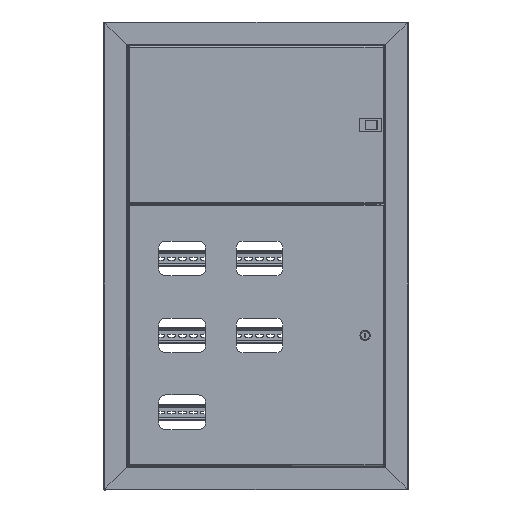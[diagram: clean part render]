
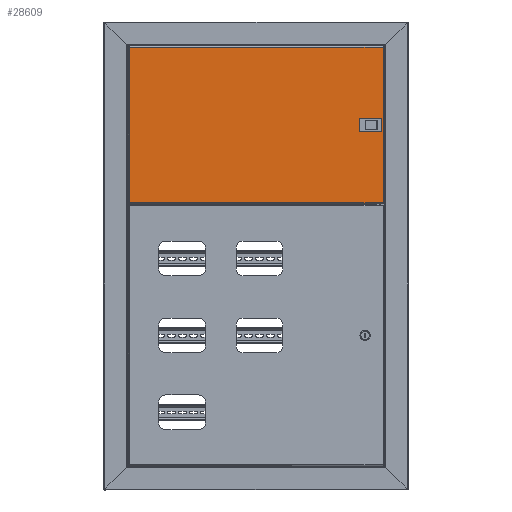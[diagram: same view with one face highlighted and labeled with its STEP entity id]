
A CAD part, top view. The second image highlights one B-rep face of the part: STEP entity #28609.
In plain terms, the highlighted planar face has unit normal (0, 0, 1).
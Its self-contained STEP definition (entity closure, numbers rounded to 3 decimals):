
#152 = VECTOR ( 'NONE', #15593, 1000. ) ;
#282 = VERTEX_POINT ( 'NONE', #17553 ) ;
#675 = VERTEX_POINT ( 'NONE', #20284 ) ;
#1112 = EDGE_CURVE ( 'NONE', #282, #32016, #5886, .T. ) ;
#1151 = CARTESIAN_POINT ( 'NONE',  ( 1.7, 1.7, 0. ) ) ;
#1225 = LINE ( 'NONE', #14525, #3321 ) ;
#1678 = LINE ( 'NONE', #22824, #35028 ) ;
#1873 = DIRECTION ( 'NONE',  ( 1., 0., 0. ) ) ;
#2130 = EDGE_CURVE ( 'NONE', #26902, #3235, #1225, .T. ) ;
#2273 = EDGE_CURVE ( 'NONE', #11985, #11092, #8545, .T. ) ;
#2426 = ORIENTED_EDGE ( 'NONE', *, *, #16764, .F. ) ;
#2430 = ORIENTED_EDGE ( 'NONE', *, *, #1112, .F. ) ;
#2694 = CARTESIAN_POINT ( 'NONE',  ( 155.2, 48.5, 0. ) ) ;
#3235 = VERTEX_POINT ( 'NONE', #15752 ) ;
#3271 = LINE ( 'NONE', #33921, #8153 ) ;
#3321 = VECTOR ( 'NONE', #5142, 1000. ) ;
#5142 = DIRECTION ( 'NONE',  ( 1., 0., 0. ) ) ;
#5242 = DIRECTION ( 'NONE',  ( -1., 0., 0. ) ) ;
#5292 = CARTESIAN_POINT ( 'NONE',  ( 334.7, 544., 0. ) ) ;
#5442 = CARTESIAN_POINT ( 'NONE',  ( 0., 545.7, 0. ) ) ;
#5886 = LINE ( 'NONE', #2694, #15129 ) ;
#6324 = VECTOR ( 'NONE', #1873, 1000. ) ;
#7143 = ORIENTED_EDGE ( 'NONE', *, *, #14846, .F. ) ;
#7145 = CARTESIAN_POINT ( 'NONE',  ( 155.2, 48.5, 0. ) ) ;
#8042 = PLANE ( 'NONE',  #11743 ) ;
#8153 = VECTOR ( 'NONE', #18819, 1000. ) ;
#8545 = LINE ( 'NONE', #15502, #30062 ) ;
#9828 = ORIENTED_EDGE ( 'NONE', *, *, #2130, .T. ) ;
#11092 = VERTEX_POINT ( 'NONE', #21431 ) ;
#11424 = FACE_OUTER_BOUND ( 'NONE', #21501, .T. ) ;
#11558 = ORIENTED_EDGE ( 'NONE', *, *, #2273, .T. ) ;
#11743 = AXIS2_PLACEMENT_3D ( 'NONE', #5442, #18166, #5242 ) ;
#11985 = VERTEX_POINT ( 'NONE', #5292 ) ;
#12814 = ORIENTED_EDGE ( 'NONE', *, *, #25197, .F. ) ;
#13325 = CARTESIAN_POINT ( 'NONE',  ( 181.2, 10., 0. ) ) ;
#13646 = DIRECTION ( 'NONE',  ( 0., 1., 0. ) ) ;
#14462 = DIRECTION ( 'NONE',  ( 0., -1., 0. ) ) ;
#14525 = CARTESIAN_POINT ( 'NONE',  ( 1.7, 1.7, 0. ) ) ;
#14846 = EDGE_CURVE ( 'NONE', #31176, #675, #3271, .T. ) ;
#15129 = VECTOR ( 'NONE', #14462, 1000. ) ;
#15502 = CARTESIAN_POINT ( 'NONE',  ( 334.993, 544., 0. ) ) ;
#15593 = DIRECTION ( 'NONE',  ( 0., -1., 0. ) ) ;
#15752 = CARTESIAN_POINT ( 'NONE',  ( 334.7, 1.7, 0. ) ) ;
#16764 = EDGE_CURVE ( 'NONE', #32016, #31176, #19824, .T. ) ;
#17553 = CARTESIAN_POINT ( 'NONE',  ( 155.2, 48.5, 0. ) ) ;
#18166 = DIRECTION ( 'NONE',  ( 0., 0., -1. ) ) ;
#18819 = DIRECTION ( 'NONE',  ( 0., 1., 0. ) ) ;
#19117 = LINE ( 'NONE', #7145, #19795 ) ;
#19315 = DIRECTION ( 'NONE',  ( -1., 0., 0. ) ) ;
#19795 = VECTOR ( 'NONE', #19315, 1000. ) ;
#19824 = LINE ( 'NONE', #26577, #6324 ) ;
#20284 = CARTESIAN_POINT ( 'NONE',  ( 181.2, 48.5, 0. ) ) ;
#20599 = FACE_BOUND ( 'NONE', #31070, .T. ) ;
#21431 = CARTESIAN_POINT ( 'NONE',  ( 1.7, 544., 0. ) ) ;
#21501 = EDGE_LOOP ( 'NONE', ( #9828, #34179, #11558, #36661 ) ) ;
#22824 = CARTESIAN_POINT ( 'NONE',  ( 334.7, 0., 0. ) ) ;
#25197 = EDGE_CURVE ( 'NONE', #675, #282, #19117, .T. ) ;
#26425 = EDGE_CURVE ( 'NONE', #11092, #26902, #27739, .T. ) ;
#26577 = CARTESIAN_POINT ( 'NONE',  ( 155.2, 10., 0. ) ) ;
#26902 = VERTEX_POINT ( 'NONE', #1151 ) ;
#27360 = CARTESIAN_POINT ( 'NONE',  ( 1.7, 544.293, 0. ) ) ;
#27739 = LINE ( 'NONE', #27360, #152 ) ;
#28609 = ADVANCED_FACE ( 'NONE', ( #20599, #11424 ), #8042, .F. ) ;
#30062 = VECTOR ( 'NONE', #30441, 1000. ) ;
#30441 = DIRECTION ( 'NONE',  ( -1., 0., 0. ) ) ;
#31070 = EDGE_LOOP ( 'NONE', ( #2426, #2430, #12814, #7143 ) ) ;
#31176 = VERTEX_POINT ( 'NONE', #13325 ) ;
#32016 = VERTEX_POINT ( 'NONE', #37522 ) ;
#33921 = CARTESIAN_POINT ( 'NONE',  ( 181.2, 48.5, 0. ) ) ;
#34179 = ORIENTED_EDGE ( 'NONE', *, *, #37130, .T. ) ;
#35028 = VECTOR ( 'NONE', #13646, 1000. ) ;
#36661 = ORIENTED_EDGE ( 'NONE', *, *, #26425, .T. ) ;
#37130 = EDGE_CURVE ( 'NONE', #3235, #11985, #1678, .T. ) ;
#37522 = CARTESIAN_POINT ( 'NONE',  ( 155.2, 10., 0. ) ) ;
